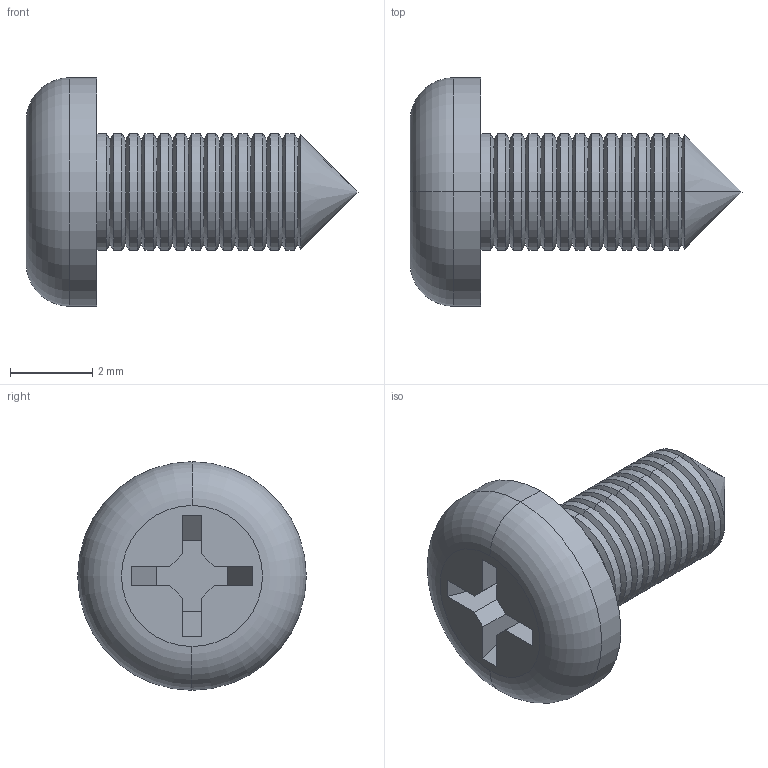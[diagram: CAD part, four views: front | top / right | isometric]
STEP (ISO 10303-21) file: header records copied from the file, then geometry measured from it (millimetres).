
FILE_DESCRIPTION (( 'STEP AP214' ), '1' );
FILE_NAME ('40234-G_TXP-#4 x 0.250 Length Self Tap Screw.STEP', '2017-03-28T20:30:07', ( '' ), ( '' ), 'SwSTEP 2.0', 'SolidWorks 2016', '' );
FILE_SCHEMA (( 'AUTOMOTIVE_DESIGN' ));
Length unit declared in the file: millimetre
Products named in the file (2): 40234-G_TXP-#4 x 0.250 Length Self Tap Screw
Bounding box: 8.08 x 5.56 x 5.56 mm (x, y, z)
Volume: 67.1 mm3; surface area: 149.2 mm2
Topology: 1 solids, 1 shells, 103 faces, 220 edges, 119 vertices
Faces by surface type: cone 54, cylinder 28, plane 19, torus 2
Entity records: 3870 total; most frequent: DIRECTION 516, CARTESIAN_POINT 442, ORIENTED_EDGE 436, EDGE_CURVE 218, AXIS2_PLACEMENT_3D 193, VECTOR 130, LINE 130, VERTEX_POINT 119
